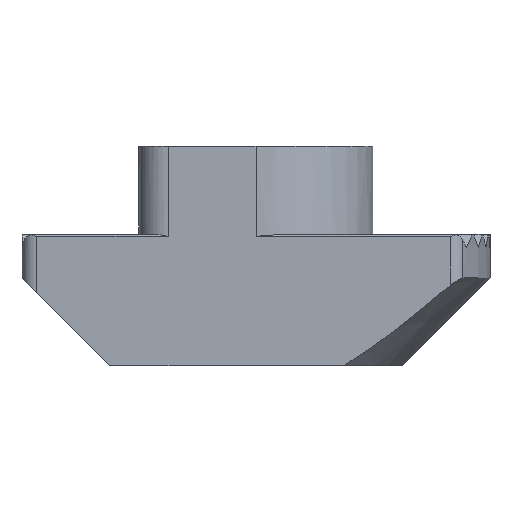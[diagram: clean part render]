
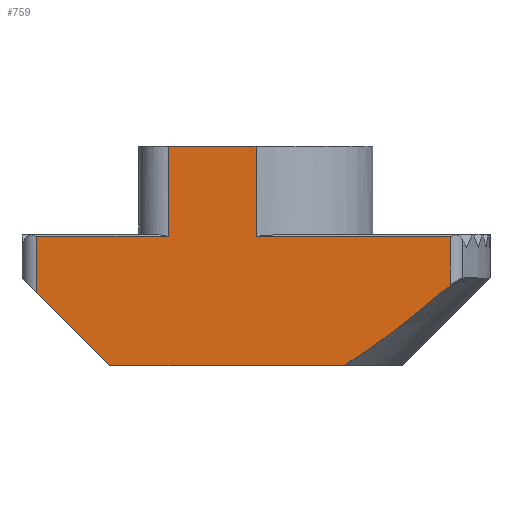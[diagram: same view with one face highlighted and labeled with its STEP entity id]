
A CAD part, front view. The second image highlights one B-rep face of the part: STEP entity #759.
In plain terms, the highlighted planar face has unit normal (0, -1, 0).
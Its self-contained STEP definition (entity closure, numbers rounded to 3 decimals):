
#65 = EDGE_CURVE ( 'NONE', #1491, #955, #90, .T. ) ;
#70 = DIRECTION ( 'NONE',  ( 0., 0., -1. ) ) ;
#71 = ORIENTED_EDGE ( 'NONE', *, *, #1126, .T. ) ;
#90 = B_SPLINE_CURVE_WITH_KNOTS ( 'NONE', 3,
 ( #741, #2008, #796, #2090, #439, #2459, #3660, #5361, #5007, #855, #4161, #5329, #4133, #3330 ),
 .UNSPECIFIED., .F., .F.,
 ( 4, 1, 1, 1, 1, 1, 1, 2, 2, 4 ),
 ( 0., 0.25, 0.375, 0.438, 0.469, 0.484, 0.492, 0.496, 0.5, 1. ),
 .UNSPECIFIED. ) ;
#156 = EDGE_CURVE ( 'NONE', #3588, #4408, #987, .T. ) ;
#168 = DIRECTION ( 'NONE',  ( -1., 0., 0. ) ) ;
#199 = LINE ( 'NONE', #657, #5230 ) ;
#266 = VERTEX_POINT ( 'NONE', #298 ) ;
#291 = VECTOR ( 'NONE', #5174, 1000. ) ;
#298 = CARTESIAN_POINT ( 'NONE',  ( -7.5, -4., 4.421 ) ) ;
#425 = CARTESIAN_POINT ( 'NONE',  ( -3., -4., 7.5 ) ) ;
#433 = EDGE_CURVE ( 'NONE', #3900, #1491, #2056, .T. ) ;
#439 = CARTESIAN_POINT ( 'NONE',  ( 4.57, -4., 1.073 ) ) ;
#560 = CARTESIAN_POINT ( 'NONE',  ( 3., -4., 0. ) ) ;
#657 = CARTESIAN_POINT ( 'NONE',  ( -7.5, -4., 4.5 ) ) ;
#712 = CARTESIAN_POINT ( 'NONE',  ( 0., -4., 4.421 ) ) ;
#741 = CARTESIAN_POINT ( 'NONE',  ( 3., -4., 0. ) ) ;
#759 = ADVANCED_FACE ( 'NONE', ( #4479 ), #3183, .F. ) ;
#796 = CARTESIAN_POINT ( 'NONE',  ( 3.716, -4., 0.452 ) ) ;
#855 = CARTESIAN_POINT ( 'NONE',  ( 4.86, -4., 1.294 ) ) ;
#868 = EDGE_CURVE ( 'NONE', #882, #4530, #5101, .T. ) ;
#882 = VERTEX_POINT ( 'NONE', #425 ) ;
#955 = VERTEX_POINT ( 'NONE', #5128 ) ;
#969 = VERTEX_POINT ( 'NONE', #3555 ) ;
#987 = LINE ( 'NONE', #1792, #3885 ) ;
#1044 = LINE ( 'NONE', #4277, #4635 ) ;
#1125 = LINE ( 'NONE', #1179, #3002 ) ;
#1126 = EDGE_CURVE ( 'NONE', #955, #3588, #1125, .T. ) ;
#1169 = ORIENTED_EDGE ( 'NONE', *, *, #1846, .F. ) ;
#1179 = CARTESIAN_POINT ( 'NONE',  ( 6.633, -4., 4.5 ) ) ;
#1303 = EDGE_CURVE ( 'NONE', #266, #1323, #199, .T. ) ;
#1323 = VERTEX_POINT ( 'NONE', #5093 ) ;
#1403 = ORIENTED_EDGE ( 'NONE', *, *, #156, .T. ) ;
#1491 = VERTEX_POINT ( 'NONE', #560 ) ;
#1513 = EDGE_CURVE ( 'NONE', #969, #4408, #5205, .T. ) ;
#1652 = CARTESIAN_POINT ( 'NONE',  ( -8., -4., 0. ) ) ;
#1792 = CARTESIAN_POINT ( 'NONE',  ( -8., -4., 4.421 ) ) ;
#1840 = EDGE_CURVE ( 'NONE', #4530, #266, #1044, .T. ) ;
#1843 = VECTOR ( 'NONE', #3017, 1000. ) ;
#1846 = EDGE_CURVE ( 'NONE', #882, #969, #4737, .T. ) ;
#1849 = DIRECTION ( 'NONE',  ( 0., 0., -1. ) ) ;
#1946 = EDGE_CURVE ( 'NONE', #1323, #3900, #4684, .T. ) ;
#2008 = CARTESIAN_POINT ( 'NONE',  ( 3.276, -4., 0.165 ) ) ;
#2021 = DIRECTION ( 'NONE',  ( 1., 0., 0. ) ) ;
#2056 = LINE ( 'NONE', #1652, #2152 ) ;
#2090 = CARTESIAN_POINT ( 'NONE',  ( 4.278, -4., 0.855 ) ) ;
#2116 = CARTESIAN_POINT ( 'NONE',  ( 6.633, -4., 4.421 ) ) ;
#2152 = VECTOR ( 'NONE', #3298, 1000. ) ;
#2200 = CARTESIAN_POINT ( 'NONE',  ( -8., -4., 3. ) ) ;
#2251 = DIRECTION ( 'NONE',  ( 0.707, 0., -0.707 ) ) ;
#2446 = VECTOR ( 'NONE', #2251, 1000. ) ;
#2459 = CARTESIAN_POINT ( 'NONE',  ( 4.719, -4., 1.186 ) ) ;
#2512 = CARTESIAN_POINT ( 'NONE',  ( -3., -4., 4.421 ) ) ;
#2525 = ORIENTED_EDGE ( 'NONE', *, *, #433, .T. ) ;
#2564 = VECTOR ( 'NONE', #70, 1000. ) ;
#2713 = ORIENTED_EDGE ( 'NONE', *, *, #1840, .T. ) ;
#2766 = DIRECTION ( 'NONE',  ( 0., 0., 1. ) ) ;
#2911 = ORIENTED_EDGE ( 'NONE', *, *, #65, .T. ) ;
#3002 = VECTOR ( 'NONE', #2766, 1000. ) ;
#3017 = DIRECTION ( 'NONE',  ( 0., 0., -1. ) ) ;
#3183 = PLANE ( 'NONE',  #3520 ) ;
#3298 = DIRECTION ( 'NONE',  ( 1., 0., 0. ) ) ;
#3330 = CARTESIAN_POINT ( 'NONE',  ( 6.633, -4., 2.746 ) ) ;
#3404 = ORIENTED_EDGE ( 'NONE', *, *, #868, .T. ) ;
#3520 = AXIS2_PLACEMENT_3D ( 'NONE', #3672, #4037, #2021 ) ;
#3555 = CARTESIAN_POINT ( 'NONE',  ( 0., -4., 7.5 ) ) ;
#3588 = VERTEX_POINT ( 'NONE', #2116 ) ;
#3654 = CARTESIAN_POINT ( 'NONE',  ( -5., -4., 0. ) ) ;
#3660 = CARTESIAN_POINT ( 'NONE',  ( 4.795, -4., 1.244 ) ) ;
#3672 = CARTESIAN_POINT ( 'NONE',  ( -8., -4., 4.5 ) ) ;
#3885 = VECTOR ( 'NONE', #168, 1000. ) ;
#3900 = VERTEX_POINT ( 'NONE', #3654 ) ;
#4037 = DIRECTION ( 'NONE',  ( 0., 1., 0. ) ) ;
#4124 = EDGE_LOOP ( 'NONE', ( #1169, #3404, #2713, #5024, #4327, #2525, #2911, #71, #1403, #5112 ) ) ;
#4133 = CARTESIAN_POINT ( 'NONE',  ( 5.985, -4., 2.191 ) ) ;
#4161 = CARTESIAN_POINT ( 'NONE',  ( 4.866, -4., 1.299 ) ) ;
#4277 = CARTESIAN_POINT ( 'NONE',  ( -8., -4., 4.421 ) ) ;
#4301 = DIRECTION ( 'NONE',  ( -1., 0., 0. ) ) ;
#4327 = ORIENTED_EDGE ( 'NONE', *, *, #1946, .T. ) ;
#4408 = VERTEX_POINT ( 'NONE', #712 ) ;
#4479 = FACE_OUTER_BOUND ( 'NONE', #4124, .T. ) ;
#4530 = VERTEX_POINT ( 'NONE', #2512 ) ;
#4635 = VECTOR ( 'NONE', #4301, 1000. ) ;
#4684 = LINE ( 'NONE', #2200, #2446 ) ;
#4711 = CARTESIAN_POINT ( 'NONE',  ( -4., -4., 7.5 ) ) ;
#4717 = CARTESIAN_POINT ( 'NONE',  ( 0., -4., 7.5 ) ) ;
#4737 = LINE ( 'NONE', #4711, #291 ) ;
#4993 = CARTESIAN_POINT ( 'NONE',  ( -3., -4., 4.5 ) ) ;
#5007 = CARTESIAN_POINT ( 'NONE',  ( 4.849, -4., 1.286 ) ) ;
#5024 = ORIENTED_EDGE ( 'NONE', *, *, #1303, .T. ) ;
#5093 = CARTESIAN_POINT ( 'NONE',  ( -7.5, -4., 2.5 ) ) ;
#5101 = LINE ( 'NONE', #4993, #2564 ) ;
#5112 = ORIENTED_EDGE ( 'NONE', *, *, #1513, .F. ) ;
#5128 = CARTESIAN_POINT ( 'NONE',  ( 6.633, -4., 2.746 ) ) ;
#5174 = DIRECTION ( 'NONE',  ( 1., 0., 0. ) ) ;
#5205 = LINE ( 'NONE', #4717, #1843 ) ;
#5230 = VECTOR ( 'NONE', #1849, 1000. ) ;
#5329 = CARTESIAN_POINT ( 'NONE',  ( 5.398, -4., 1.71 ) ) ;
#5361 = CARTESIAN_POINT ( 'NONE',  ( 4.832, -4., 1.273 ) ) ;
